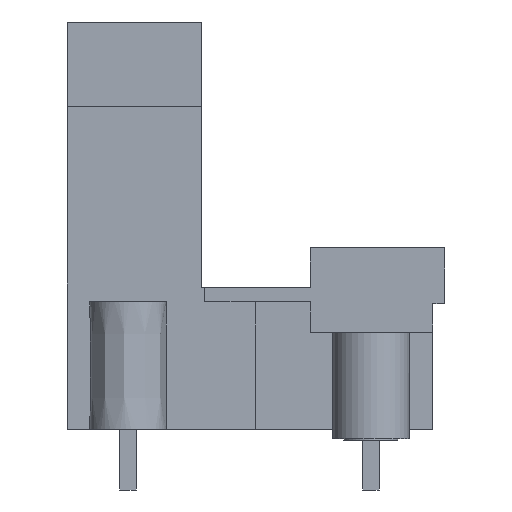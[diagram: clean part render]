
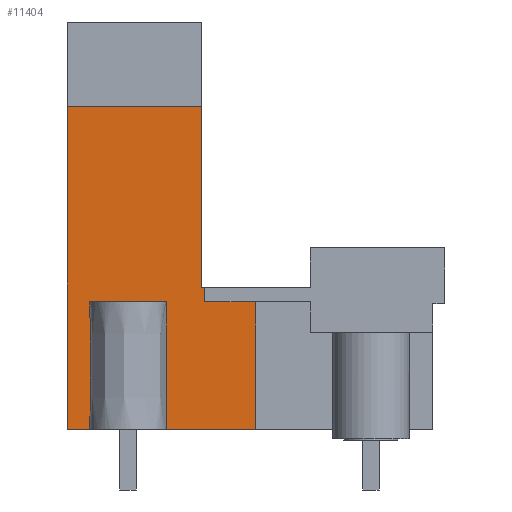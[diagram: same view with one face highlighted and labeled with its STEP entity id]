
A CAD part, left-side view. The second image highlights one B-rep face of the part: STEP entity #11404.
In plain terms, the highlighted planar face has unit normal (-1, 0, 0).
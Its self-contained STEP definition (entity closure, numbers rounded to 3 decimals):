
#11329=AXIS2_PLACEMENT_3D('Plane Axis2P3D',#11326,#11327,#11328) ;
#6289=CARTESIAN_POINT('Vertex',(3.84,23.67,3.8)) ;
#6292=CARTESIAN_POINT('Line Origine',(3.84,23.67,13.93)) ;
#6296=CARTESIAN_POINT('Vertex',(3.84,23.67,24.06)) ;
#6593=CARTESIAN_POINT('Vertex',(3.84,15.24,24.06)) ;
#6596=CARTESIAN_POINT('Line Origine',(3.84,15.24,18.38)) ;
#6600=CARTESIAN_POINT('Vertex',(3.84,15.24,12.7)) ;
#7569=CARTESIAN_POINT('Vertex',(3.84,21.887,3.8)) ;
#7572=CARTESIAN_POINT('Line Origine',(3.84,22.779,3.8)) ;
#7786=CARTESIAN_POINT('Vertex',(3.84,11.84,3.8)) ;
#7789=CARTESIAN_POINT('Line Origine',(3.84,13.165,3.8)) ;
#7793=CARTESIAN_POINT('Vertex',(3.84,14.49,3.8)) ;
#7796=CARTESIAN_POINT('Line Origine',(3.84,16.171,3.8)) ;
#7800=CARTESIAN_POINT('Vertex',(3.84,17.853,3.8)) ;
#11326=CARTESIAN_POINT('Axis2P3D Location',(3.84,23.67,3.2)) ;
#11331=CARTESIAN_POINT('Line Origine',(3.84,20.055,24.06)) ;
#11335=CARTESIAN_POINT('Vertex',(3.84,16.44,24.06)) ;
#11338=CARTESIAN_POINT('Line Origine',(3.84,21.887,7.8)) ;
#11342=CARTESIAN_POINT('Vertex',(3.84,21.887,11.8)) ;
#11345=CARTESIAN_POINT('Line Origine',(3.84,19.87,11.8)) ;
#11349=CARTESIAN_POINT('Vertex',(3.84,17.853,11.8)) ;
#11352=CARTESIAN_POINT('Line Origine',(3.84,17.853,7.8)) ;
#11357=CARTESIAN_POINT('Line Origine',(3.84,11.84,7.8)) ;
#11361=CARTESIAN_POINT('Vertex',(3.84,11.84,11.8)) ;
#11364=CARTESIAN_POINT('Line Origine',(3.84,13.44,11.8)) ;
#11368=CARTESIAN_POINT('Vertex',(3.84,15.04,11.8)) ;
#11371=CARTESIAN_POINT('Line Origine',(3.84,15.04,12.25)) ;
#11375=CARTESIAN_POINT('Vertex',(3.84,15.04,12.7)) ;
#11378=CARTESIAN_POINT('Line Origine',(3.84,15.14,12.7)) ;
#11383=CARTESIAN_POINT('Line Origine',(3.84,15.84,24.06)) ;
#6293=DIRECTION('Vector Direction',(0.,0.,1.)) ;
#6597=DIRECTION('Vector Direction',(0.,0.,1.)) ;
#7573=DIRECTION('Vector Direction',(0.,1.,0.)) ;
#7790=DIRECTION('Vector Direction',(0.,-1.,0.)) ;
#7797=DIRECTION('Vector Direction',(0.,1.,0.)) ;
#11327=DIRECTION('Axis2P3D Direction',(-1.,0.,0.)) ;
#11328=DIRECTION('Axis2P3D XDirection',(0.,-1.,0.)) ;
#11332=DIRECTION('Vector Direction',(0.,1.,0.)) ;
#11339=DIRECTION('Vector Direction',(0.,0.,1.)) ;
#11346=DIRECTION('Vector Direction',(0.,1.,0.)) ;
#11353=DIRECTION('Vector Direction',(0.,0.,1.)) ;
#11358=DIRECTION('Vector Direction',(0.,0.,1.)) ;
#11365=DIRECTION('Vector Direction',(0.,1.,0.)) ;
#11372=DIRECTION('Vector Direction',(0.,0.,-1.)) ;
#11379=DIRECTION('Vector Direction',(0.,-1.,0.)) ;
#11384=DIRECTION('Vector Direction',(0.,-1.,0.)) ;
#6294=VECTOR('Line Direction',#6293,1.) ;
#6598=VECTOR('Line Direction',#6597,1.) ;
#7574=VECTOR('Line Direction',#7573,1.) ;
#7791=VECTOR('Line Direction',#7790,1.) ;
#7798=VECTOR('Line Direction',#7797,1.) ;
#11333=VECTOR('Line Direction',#11332,1.) ;
#11340=VECTOR('Line Direction',#11339,1.) ;
#11347=VECTOR('Line Direction',#11346,1.) ;
#11354=VECTOR('Line Direction',#11353,1.) ;
#11359=VECTOR('Line Direction',#11358,1.) ;
#11366=VECTOR('Line Direction',#11365,1.) ;
#11373=VECTOR('Line Direction',#11372,1.) ;
#11380=VECTOR('Line Direction',#11379,1.) ;
#11385=VECTOR('Line Direction',#11384,1.) ;
#11389=ORIENTED_EDGE('',*,*,#11337,.T.) ;
#11390=ORIENTED_EDGE('',*,*,#6298,.T.) ;
#11391=ORIENTED_EDGE('',*,*,#7576,.F.) ;
#11392=ORIENTED_EDGE('',*,*,#11344,.T.) ;
#11393=ORIENTED_EDGE('',*,*,#11351,.F.) ;
#11394=ORIENTED_EDGE('',*,*,#11356,.F.) ;
#11395=ORIENTED_EDGE('',*,*,#7802,.F.) ;
#11396=ORIENTED_EDGE('',*,*,#7795,.T.) ;
#11397=ORIENTED_EDGE('',*,*,#11363,.T.) ;
#11398=ORIENTED_EDGE('',*,*,#11370,.T.) ;
#11399=ORIENTED_EDGE('',*,*,#11377,.F.) ;
#11400=ORIENTED_EDGE('',*,*,#11382,.F.) ;
#11401=ORIENTED_EDGE('',*,*,#6602,.T.) ;
#11402=ORIENTED_EDGE('',*,*,#11387,.T.) ;
#11404=ADVANCED_FACE('HOUSING',(#11403),#11330,.T.) ;
#6298=EDGE_CURVE('',#6297,#6290,#6295,.F.) ;
#6602=EDGE_CURVE('',#6601,#6594,#6599,.T.) ;
#7576=EDGE_CURVE('',#7570,#6290,#7575,.T.) ;
#7795=EDGE_CURVE('',#7794,#7787,#7792,.T.) ;
#7802=EDGE_CURVE('',#7794,#7801,#7799,.T.) ;
#11337=EDGE_CURVE('',#11336,#6297,#11334,.T.) ;
#11344=EDGE_CURVE('',#7570,#11343,#11341,.T.) ;
#11351=EDGE_CURVE('',#11350,#11343,#11348,.T.) ;
#11356=EDGE_CURVE('',#7801,#11350,#11355,.T.) ;
#11363=EDGE_CURVE('',#7787,#11362,#11360,.T.) ;
#11370=EDGE_CURVE('',#11362,#11369,#11367,.T.) ;
#11377=EDGE_CURVE('',#11376,#11369,#11374,.T.) ;
#11382=EDGE_CURVE('',#6601,#11376,#11381,.T.) ;
#11387=EDGE_CURVE('',#6594,#11336,#11386,.F.) ;
#11388=EDGE_LOOP('',(#11389,#11390,#11391,#11392,#11393,#11394,#11395,#11396,#11397,#11398,#11399,#11400,#11401,#11402)) ;
#11403=FACE_OUTER_BOUND('',#11388,.T.) ;
#6295=LINE('Line',#6292,#6294) ;
#6599=LINE('Line',#6596,#6598) ;
#7575=LINE('Line',#7572,#7574) ;
#7792=LINE('Line',#7789,#7791) ;
#7799=LINE('Line',#7796,#7798) ;
#11334=LINE('Line',#11331,#11333) ;
#11341=LINE('Line',#11338,#11340) ;
#11348=LINE('Line',#11345,#11347) ;
#11355=LINE('Line',#11352,#11354) ;
#11360=LINE('Line',#11357,#11359) ;
#11367=LINE('Line',#11364,#11366) ;
#11374=LINE('Line',#11371,#11373) ;
#11381=LINE('Line',#11378,#11380) ;
#11386=LINE('Line',#11383,#11385) ;
#11330=PLANE('',#11329) ;
#6290=VERTEX_POINT('',#6289) ;
#6297=VERTEX_POINT('',#6296) ;
#6594=VERTEX_POINT('',#6593) ;
#6601=VERTEX_POINT('',#6600) ;
#7570=VERTEX_POINT('',#7569) ;
#7787=VERTEX_POINT('',#7786) ;
#7794=VERTEX_POINT('',#7793) ;
#7801=VERTEX_POINT('',#7800) ;
#11336=VERTEX_POINT('',#11335) ;
#11343=VERTEX_POINT('',#11342) ;
#11350=VERTEX_POINT('',#11349) ;
#11362=VERTEX_POINT('',#11361) ;
#11369=VERTEX_POINT('',#11368) ;
#11376=VERTEX_POINT('',#11375) ;
